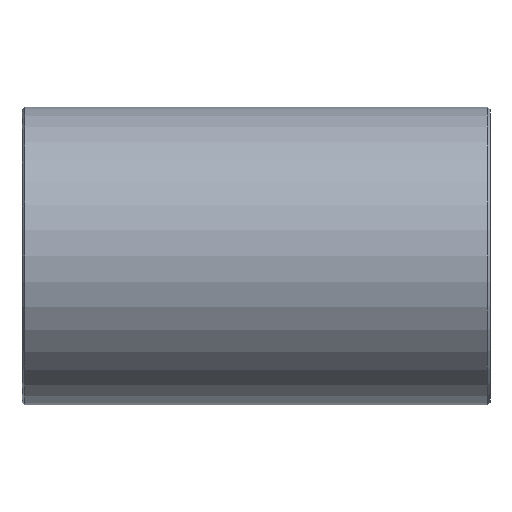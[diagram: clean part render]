
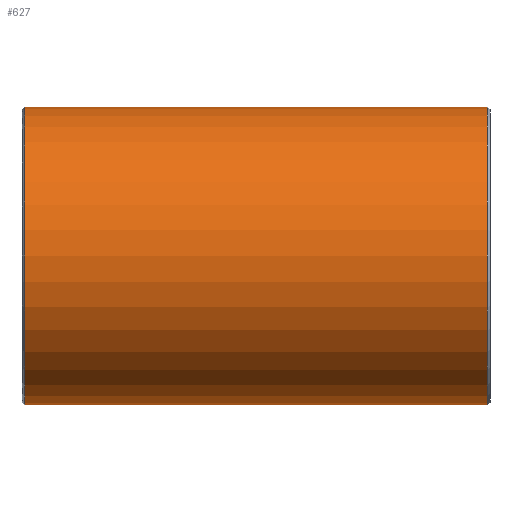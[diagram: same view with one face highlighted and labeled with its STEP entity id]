
A CAD part, front view. The second image highlights one B-rep face of the part: STEP entity #627.
In plain terms, the highlighted cylindrical face has radius 177.8 mm (diameter 355.6 mm), a partial arc.
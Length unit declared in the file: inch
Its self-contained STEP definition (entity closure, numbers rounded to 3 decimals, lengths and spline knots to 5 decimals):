
#49 = CARTESIAN_POINT ( 'NONE',  ( -10.875, 0., 0. ) ) ;
#55 = ORIENTED_EDGE ( 'NONE', *, *, #569, .T. ) ;
#79 = CYLINDRICAL_SURFACE ( 'NONE', #375, 7. ) ;
#107 = VERTEX_POINT ( 'NONE', #659 ) ;
#125 = DIRECTION ( 'NONE',  ( 1., 0., 0. ) ) ;
#176 = CARTESIAN_POINT ( 'NONE',  ( 10.875, 0., -7. ) ) ;
#186 = EDGE_CURVE ( 'NONE', #414, #107, #722, .T. ) ;
#190 = CARTESIAN_POINT ( 'NONE',  ( 11., 0., -7. ) ) ;
#200 = AXIS2_PLACEMENT_3D ( 'NONE', #49, #125, #874 ) ;
#201 = EDGE_CURVE ( 'NONE', #414, #846, #296, .T. ) ;
#221 = ORIENTED_EDGE ( 'NONE', *, *, #201, .F. ) ;
#256 = ORIENTED_EDGE ( 'NONE', *, *, #723, .T. ) ;
#259 = CARTESIAN_POINT ( 'NONE',  ( 10.875, 0., 0. ) ) ;
#296 = LINE ( 'NONE', #190, #444 ) ;
#304 = AXIS2_PLACEMENT_3D ( 'NONE', #259, #536, #384 ) ;
#305 = DIRECTION ( 'NONE',  ( -1., 0., 0. ) ) ;
#318 = DIRECTION ( 'NONE',  ( -1., 0., 0. ) ) ;
#323 = DIRECTION ( 'NONE',  ( 0., 0., 1. ) ) ;
#352 = ORIENTED_EDGE ( 'NONE', *, *, #186, .T. ) ;
#375 = AXIS2_PLACEMENT_3D ( 'NONE', #523, #305, #323 ) ;
#377 = VERTEX_POINT ( 'NONE', #689 ) ;
#384 = DIRECTION ( 'NONE',  ( 0., 0., -1. ) ) ;
#392 = VECTOR ( 'NONE', #318, 39.37008 ) ;
#394 = LINE ( 'NONE', #597, #392 ) ;
#414 = VERTEX_POINT ( 'NONE', #176 ) ;
#444 = VECTOR ( 'NONE', #480, 39.37008 ) ;
#459 = FACE_OUTER_BOUND ( 'NONE', #704, .T. ) ;
#480 = DIRECTION ( 'NONE',  ( -1., 0., 0. ) ) ;
#523 = CARTESIAN_POINT ( 'NONE',  ( 11., 0., 0. ) ) ;
#536 = DIRECTION ( 'NONE',  ( -1., 0., 0. ) ) ;
#569 = EDGE_CURVE ( 'NONE', #107, #377, #394, .T. ) ;
#597 = CARTESIAN_POINT ( 'NONE',  ( 11., 0., 7. ) ) ;
#627 = ADVANCED_FACE ( 'NONE', ( #459 ), #79, .T. ) ;
#659 = CARTESIAN_POINT ( 'NONE',  ( 10.875, 0., 7. ) ) ;
#689 = CARTESIAN_POINT ( 'NONE',  ( -10.875, 0., 7. ) ) ;
#704 = EDGE_LOOP ( 'NONE', ( #221, #352, #55, #256 ) ) ;
#722 = CIRCLE ( 'NONE', #304, 7. ) ;
#723 = EDGE_CURVE ( 'NONE', #377, #846, #733, .T. ) ;
#733 = CIRCLE ( 'NONE', #200, 7. ) ;
#773 = CARTESIAN_POINT ( 'NONE',  ( -10.875, 0., -7. ) ) ;
#846 = VERTEX_POINT ( 'NONE', #773 ) ;
#874 = DIRECTION ( 'NONE',  ( 0., 0., 1. ) ) ;
